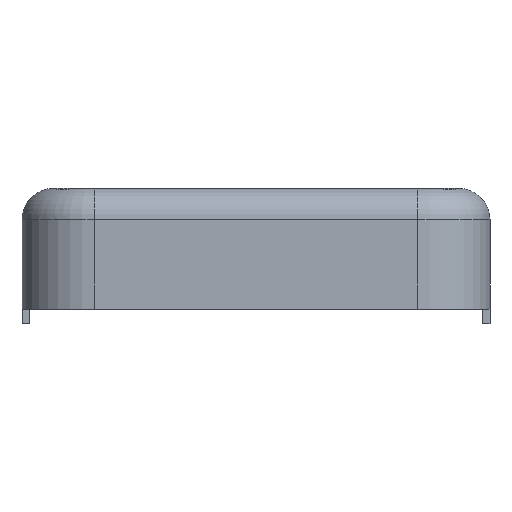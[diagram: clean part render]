
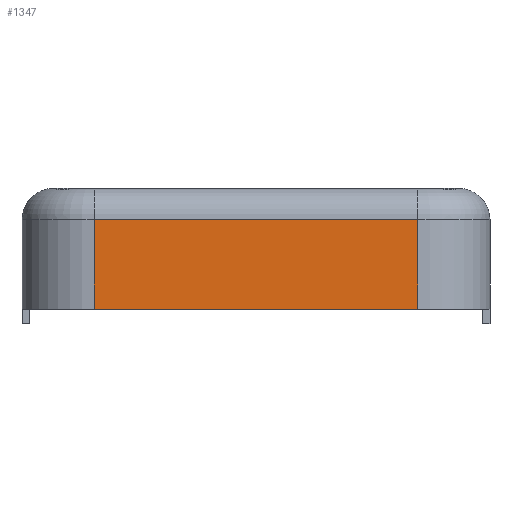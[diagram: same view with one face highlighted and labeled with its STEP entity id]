
A CAD part, left-side view. The second image highlights one B-rep face of the part: STEP entity #1347.
In plain terms, the highlighted face is planar.
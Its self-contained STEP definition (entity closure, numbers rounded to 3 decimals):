
#110=LINE('',#2291,#218);
#141=LINE('',#2423,#249);
#143=LINE('',#2429,#251);
#144=LINE('',#2431,#252);
#218=VECTOR('',#1720,1000.);
#249=VECTOR('',#1807,1000.);
#251=VECTOR('',#1815,1000.);
#252=VECTOR('',#1816,1000.);
#289=PLANE('',#1488);
#514=ORIENTED_EDGE('',*,*,#858,.T.);
#515=ORIENTED_EDGE('',*,*,#859,.F.);
#516=ORIENTED_EDGE('',*,*,#808,.F.);
#517=ORIENTED_EDGE('',*,*,#855,.T.);
#808=EDGE_CURVE('',#992,#993,#110,.T.);
#855=EDGE_CURVE('',#992,#1016,#141,.T.);
#858=EDGE_CURVE('',#1016,#1018,#143,.T.);
#859=EDGE_CURVE('',#993,#1018,#144,.T.);
#992=VERTEX_POINT('',#2292);
#993=VERTEX_POINT('',#2293);
#1016=VERTEX_POINT('',#2422);
#1018=VERTEX_POINT('',#2430);
#1145=EDGE_LOOP('',(#514,#515,#516,#517));
#1231=FACE_BOUND('',#1145,.T.);
#1347=ADVANCED_FACE('',(#1231),#289,.T.);
#1488=AXIS2_PLACEMENT_3D('',#2428,#1813,#1814);
#1720=DIRECTION('',(-1.,0.,0.));
#1807=DIRECTION('',(0.,-1.,0.));
#1813=DIRECTION('',(0.,0.,-1.));
#1814=DIRECTION('',(-1.,0.,0.));
#1815=DIRECTION('',(-1.,0.,0.));
#1816=DIRECTION('',(0.,-1.,0.));
#2291=CARTESIAN_POINT('',(6.7,-1.3,-14.4));
#2292=CARTESIAN_POINT('',(6.7,-1.3,-14.4));
#2293=CARTESIAN_POINT('',(-6.7,-1.3,-14.4));
#2422=CARTESIAN_POINT('',(6.7,-5.,-14.4));
#2423=CARTESIAN_POINT('',(6.7,0.,-14.4));
#2428=CARTESIAN_POINT('',(6.7,0.,-14.4));
#2429=CARTESIAN_POINT('',(6.7,-5.,-14.4));
#2430=CARTESIAN_POINT('',(-6.7,-5.,-14.4));
#2431=CARTESIAN_POINT('',(-6.7,0.,-14.4));
